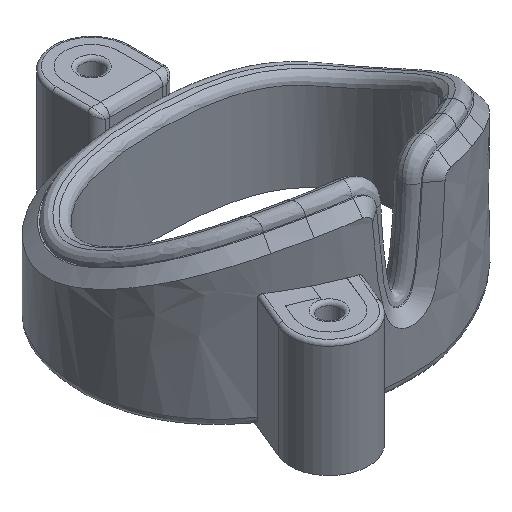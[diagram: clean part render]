
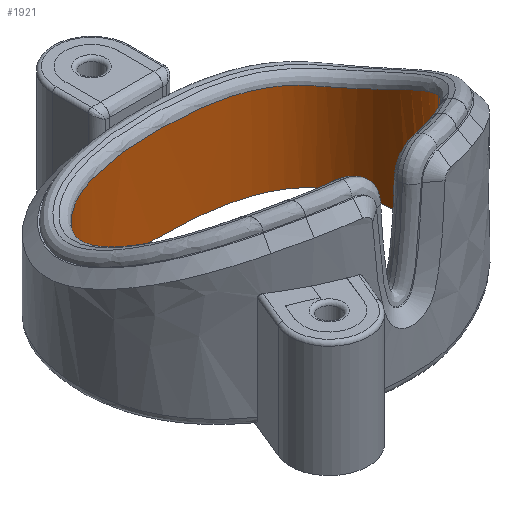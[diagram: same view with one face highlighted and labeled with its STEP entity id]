
A CAD part, isometric view. The second image highlights one B-rep face of the part: STEP entity #1921.
In plain terms, the highlighted free-form (B-spline) face has degree [3, 1] with [19, 2] control points.
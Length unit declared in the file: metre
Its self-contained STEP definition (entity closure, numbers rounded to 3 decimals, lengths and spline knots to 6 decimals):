
#187=B_SPLINE_CURVE_WITH_KNOTS('',3,(#3495,#3496,#3497,#3498,#3499,#3500,
#3501,#3502,#3503,#3504,#3505,#3506,#3507,#3508,#3509,#3510,#3511,#3512,
#3513,#3514,#3515,#3516,#3517,#3518,#3519,#3520),.UNSPECIFIED.,.F.,.F.,
(4,1,1,1,1,1,1,1,1,1,1,1,1,1,1,1,1,1,1,1,1,1,1,4),(0.,0.004336,
0.008673,0.010841,0.013009,0.015177,
0.017346,0.019514,0.021682,0.02385,
0.026018,0.030355,0.034691,0.039028,
0.043364,0.045532,0.047701,0.049869,
0.052037,0.054205,0.056373,0.06071,
0.065046,0.069383),.UNSPECIFIED.);
#188=B_SPLINE_CURVE_WITH_KNOTS('',3,(#3524,#3525,#3526,#3527,#3528,#3529,
#3530,#3531,#3532,#3533,#3534,#3535,#3536),.UNSPECIFIED.,.T.,.F.,(1,3,1,
1,1,1,1,1,1,1,1,3,1),(-0.123908,0.,0.123908,0.223818,
0.323729,0.434778,0.5,0.565222,0.676271,
0.776182,0.876092,1.,1.123908),.UNSPECIFIED.);
#432=ORIENTED_EDGE('',*,*,#968,.F.);
#433=ORIENTED_EDGE('',*,*,#969,.T.);
#434=ORIENTED_EDGE('',*,*,#970,.T.);
#435=ORIENTED_EDGE('',*,*,#971,.F.);
#968=EDGE_CURVE('',#1245,#1246,#1409,.T.);
#969=EDGE_CURVE('',#1245,#1247,#187,.T.);
#970=EDGE_CURVE('',#1247,#1248,#1410,.T.);
#971=EDGE_CURVE('',#1246,#1248,#188,.T.);
#1245=VERTEX_POINT('',#3493);
#1246=VERTEX_POINT('',#3494);
#1247=VERTEX_POINT('',#3521);
#1248=VERTEX_POINT('',#3523);
#1409=LINE('',#3492,#1515);
#1410=LINE('',#3522,#1516);
#1515=VECTOR('',#2238,1.);
#1516=VECTOR('',#2239,1.);
#1632=EDGE_LOOP('',(#432,#433,#434,#435));
#1761=FACE_BOUND('',#1632,.T.);
#1863=B_SPLINE_SURFACE_WITH_KNOTS('',3,1,((#3454,#3455),(#3456,#3457),(#3458,
#3459),(#3460,#3461),(#3462,#3463),(#3464,#3465),(#3466,#3467),(#3468,#3469),
(#3470,#3471),(#3472,#3473),(#3474,#3475),(#3476,#3477),(#3478,#3479),(#3480,
#3481),(#3482,#3483),(#3484,#3485),(#3486,#3487),(#3488,#3489),(#3490,#3491)),
 .SURF_OF_LINEAR_EXTRUSION.,.F.,.F.,.F.,(4,1,1,1,1,1,1,1,1,1,1,1,1,1,1,
1,4),(2,2),(0.658151,0.700883,0.743614,0.786345,
0.829076,0.871807,0.914538,0.957269,1.,
1.042731,1.085462,1.128193,1.170924,1.213655,
1.256386,1.299117,1.341849),(0.,1.),
 .UNSPECIFIED.);
#1921=ADVANCED_FACE('',(#1761),#1863,.T.);
#2238=DIRECTION('',(0.,0.,-1.));
#2239=DIRECTION('',(0.,0.,-1.));
#3454=CARTESIAN_POINT('',(0.0115,-0.006876,0.017278));
#3455=CARTESIAN_POINT('',(0.0115,-0.006876,0.));
#3456=CARTESIAN_POINT('',(0.012625,-0.005966,0.017278));
#3457=CARTESIAN_POINT('',(0.012625,-0.005966,0.));
#3458=CARTESIAN_POINT('',(0.014482,-0.003956,0.017278));
#3459=CARTESIAN_POINT('',(0.014482,-0.003956,0.));
#3460=CARTESIAN_POINT('',(0.015887,-0.000541,0.017278));
#3461=CARTESIAN_POINT('',(0.015887,-0.000541,0.));
#3462=CARTESIAN_POINT('',(0.016175,0.003182,0.017278));
#3463=CARTESIAN_POINT('',(0.016175,0.003182,0.));
#3464=CARTESIAN_POINT('',(0.015417,0.006981,0.017278));
#3465=CARTESIAN_POINT('',(0.015417,0.006981,0.));
#3466=CARTESIAN_POINT('',(0.013373,0.010212,0.017278));
#3467=CARTESIAN_POINT('',(0.013373,0.010212,0.));
#3468=CARTESIAN_POINT('',(0.009799,0.012232,0.017278));
#3469=CARTESIAN_POINT('',(0.009799,0.012232,0.));
#3470=CARTESIAN_POINT('',(0.005161,0.013229,0.017278));
#3471=CARTESIAN_POINT('',(0.005161,0.013229,0.));
#3472=CARTESIAN_POINT('',(0.,0.013478,0.017278));
#3473=CARTESIAN_POINT('',(0.,0.013478,0.));
#3474=CARTESIAN_POINT('',(-0.005161,0.013229,0.017278));
#3475=CARTESIAN_POINT('',(-0.005161,0.013229,0.));
#3476=CARTESIAN_POINT('',(-0.009799,0.012232,0.017278));
#3477=CARTESIAN_POINT('',(-0.009799,0.012232,0.));
#3478=CARTESIAN_POINT('',(-0.013373,0.010212,0.017278));
#3479=CARTESIAN_POINT('',(-0.013373,0.010212,0.));
#3480=CARTESIAN_POINT('',(-0.015417,0.006981,0.017278));
#3481=CARTESIAN_POINT('',(-0.015417,0.006981,0.));
#3482=CARTESIAN_POINT('',(-0.016175,0.003182,0.017278));
#3483=CARTESIAN_POINT('',(-0.016175,0.003182,0.));
#3484=CARTESIAN_POINT('',(-0.015887,-0.000541,0.017278));
#3485=CARTESIAN_POINT('',(-0.015887,-0.000541,0.));
#3486=CARTESIAN_POINT('',(-0.014482,-0.003956,0.017278));
#3487=CARTESIAN_POINT('',(-0.014482,-0.003956,0.));
#3488=CARTESIAN_POINT('',(-0.012625,-0.005966,0.017278));
#3489=CARTESIAN_POINT('',(-0.012625,-0.005966,0.));
#3490=CARTESIAN_POINT('',(-0.0115,-0.006876,0.017278));
#3491=CARTESIAN_POINT('',(-0.0115,-0.006876,0.));
#3492=CARTESIAN_POINT('',(0.0115,-0.006876,0.022));
#3493=CARTESIAN_POINT('',(0.0115,-0.006876,0.017175));
#3494=CARTESIAN_POINT('',(0.0115,-0.006876,0.));
#3495=CARTESIAN_POINT('',(0.0115,-0.006876,0.017175));
#3496=CARTESIAN_POINT('',(0.012558,-0.00602,0.016683));
#3497=CARTESIAN_POINT('',(0.014396,-0.004093,0.015536));
#3498=CARTESIAN_POINT('',(0.015649,-0.001158,0.013791));
#3499=CARTESIAN_POINT('',(0.016033,0.001346,0.01243));
#3500=CARTESIAN_POINT('',(0.016041,0.003287,0.011484));
#3501=CARTESIAN_POINT('',(0.015769,0.005251,0.010672));
#3502=CARTESIAN_POINT('',(0.015131,0.007254,0.010069));
#3503=CARTESIAN_POINT('',(0.014037,0.009143,0.009873));
#3504=CARTESIAN_POINT('',(0.012475,0.010673,0.010025));
#3505=CARTESIAN_POINT('',(0.010594,0.011731,0.010194));
#3506=CARTESIAN_POINT('',(0.007868,0.012696,0.010356));
#3507=CARTESIAN_POINT('',(0.004335,0.013278,0.010452));
#3508=CARTESIAN_POINT('',(0.000023,0.013451,0.010479));
#3509=CARTESIAN_POINT('',(-0.004251,0.013286,0.010453));
#3510=CARTESIAN_POINT('',(-0.007819,0.012709,0.010359));
#3511=CARTESIAN_POINT('',(-0.010552,0.011748,0.010197));
#3512=CARTESIAN_POINT('',(-0.012421,0.010711,0.01003));
#3513=CARTESIAN_POINT('',(-0.014001,0.009191,0.009874));
#3514=CARTESIAN_POINT('',(-0.015108,0.007306,0.010057));
#3515=CARTESIAN_POINT('',(-0.015759,0.005302,0.010653));
#3516=CARTESIAN_POINT('',(-0.016132,0.00266,0.01174));
#3517=CARTESIAN_POINT('',(-0.015901,-0.000556,0.013432));
#3518=CARTESIAN_POINT('',(-0.014404,-0.004084,0.015531));
#3519=CARTESIAN_POINT('',(-0.012561,-0.006018,0.016682));
#3520=CARTESIAN_POINT('',(-0.0115,-0.006876,0.017175));
#3521=CARTESIAN_POINT('',(-0.0115,-0.006876,0.017175));
#3522=CARTESIAN_POINT('',(-0.0115,-0.006876,0.022));
#3523=CARTESIAN_POINT('',(-0.0115,-0.006876,0.));
#3524=CARTESIAN_POINT('',(0.,0.013395,0.));
#3525=CARTESIAN_POINT('',(-0.004989,0.013395,0.));
#3526=CARTESIAN_POINT('',(-0.014,0.01214,0.));
#3527=CARTESIAN_POINT('',(-0.016953,0.002128,0.));
#3528=CARTESIAN_POINT('',(-0.014015,-0.006416,0.));
#3529=CARTESIAN_POINT('',(-0.003874,-0.011433,0.));
#3530=CARTESIAN_POINT('',(0.,-0.011319,0.));
#3531=CARTESIAN_POINT('',(0.003874,-0.011433,0.));
#3532=CARTESIAN_POINT('',(0.014015,-0.006416,0.));
#3533=CARTESIAN_POINT('',(0.016953,0.002128,0.));
#3534=CARTESIAN_POINT('',(0.014,0.01214,0.));
#3535=CARTESIAN_POINT('',(0.004989,0.013395,0.));
#3536=CARTESIAN_POINT('',(0.,0.013395,0.));
